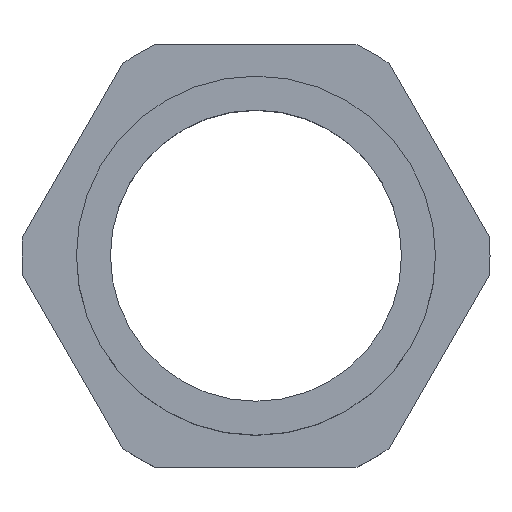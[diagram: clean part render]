
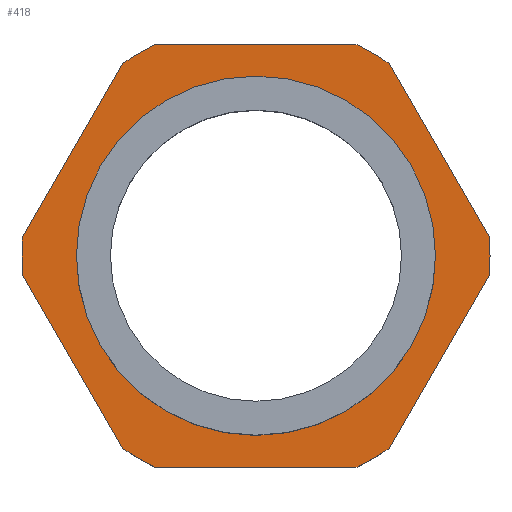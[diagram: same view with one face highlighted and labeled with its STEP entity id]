
A CAD part, top view. The second image highlights one B-rep face of the part: STEP entity #418.
In plain terms, the highlighted planar face has unit normal (0, 0, 1).
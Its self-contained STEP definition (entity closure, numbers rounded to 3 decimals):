
#2 = VERTEX_POINT ( 'NONE', #594 ) ;
#6 = DIRECTION ( 'NONE',  ( 1., 0., 0. ) ) ;
#13 = DIRECTION ( 'NONE',  ( -1., 0., 0. ) ) ;
#17 = EDGE_CURVE ( 'NONE', #515, #561, #292, .T. ) ;
#45 = VERTEX_POINT ( 'NONE', #672 ) ;
#65 = VECTOR ( 'NONE', #75, 1000. ) ;
#75 = DIRECTION ( 'NONE',  ( 0.5, 0.866, 0. ) ) ;
#85 = CARTESIAN_POINT ( 'NONE',  ( -7.798, 16.5, 6. ) ) ;
#95 = DIRECTION ( 'NONE',  ( 1., 0., 0. ) ) ;
#99 = ORIENTED_EDGE ( 'NONE', *, *, #17, .T. ) ;
#125 = VECTOR ( 'NONE', #439, 1000. ) ;
#146 = CARTESIAN_POINT ( 'NONE',  ( 7.798, 16.5, 6. ) ) ;
#148 = ORIENTED_EDGE ( 'NONE', *, *, #240, .F. ) ;
#156 = ORIENTED_EDGE ( 'NONE', *, *, #207, .F. ) ;
#159 = DIRECTION ( 'NONE',  ( 1., 0., 0. ) ) ;
#166 = CARTESIAN_POINT ( 'NONE',  ( -13.2, 0., 6. ) ) ;
#169 = EDGE_CURVE ( 'NONE', #2, #421, #202, .T. ) ;
#171 = DIRECTION ( 'NONE',  ( 0., 0., 1. ) ) ;
#172 = CARTESIAN_POINT ( 'NONE',  ( 0., 0., 6. ) ) ;
#175 = CIRCLE ( 'NONE', #479, 13.2 ) ;
#181 = DIRECTION ( 'NONE',  ( 0., 0., 1. ) ) ;
#185 = CARTESIAN_POINT ( 'NONE',  ( 0., 0., 6. ) ) ;
#189 = CARTESIAN_POINT ( 'NONE',  ( 13.2, 0., 6. ) ) ;
#202 = CIRCLE ( 'NONE', #892, 18.25 ) ;
#207 = EDGE_CURVE ( 'NONE', #680, #474, #175, .T. ) ;
#224 = VERTEX_POINT ( 'NONE', #1062 ) ;
#228 = CIRCLE ( 'NONE', #938, 18.25 ) ;
#231 = VECTOR ( 'NONE', #425, 1000. ) ;
#240 = EDGE_CURVE ( 'NONE', #45, #398, #228, .T. ) ;
#247 = EDGE_CURVE ( 'NONE', #2, #764, #1102, .T. ) ;
#250 = EDGE_CURVE ( 'NONE', #515, #570, #995, .T. ) ;
#251 = DIRECTION ( 'NONE',  ( 1., 0., 0. ) ) ;
#253 = CARTESIAN_POINT ( 'NONE',  ( 0., 0., 6. ) ) ;
#278 = DIRECTION ( 'NONE',  ( -0.5, -0.866, 0. ) ) ;
#279 = EDGE_LOOP ( 'NONE', ( #837, #693, #465, #1010, #298, #99, #426, #148, #910, #814, #934, #299, #1116 ) ) ;
#281 = CARTESIAN_POINT ( 'NONE',  ( 0., 0., 6. ) ) ;
#282 = DIRECTION ( 'NONE',  ( 0., 0., -1. ) ) ;
#292 = CIRCLE ( 'NONE', #461, 18.25 ) ;
#298 = ORIENTED_EDGE ( 'NONE', *, *, #250, .F. ) ;
#299 = ORIENTED_EDGE ( 'NONE', *, *, #169, .T. ) ;
#308 = EDGE_CURVE ( 'NONE', #421, #224, #970, .T. ) ;
#318 = LINE ( 'NONE', #953, #796 ) ;
#323 = DIRECTION ( 'NONE',  ( 0., 0., -1. ) ) ;
#327 = CARTESIAN_POINT ( 'NONE',  ( 0., 0., 6. ) ) ;
#328 = CARTESIAN_POINT ( 'NONE',  ( 0., 0., 6. ) ) ;
#331 = DIRECTION ( 'NONE',  ( 1., 0., 0. ) ) ;
#332 = CARTESIAN_POINT ( 'NONE',  ( 7.798, -16.5, 6. ) ) ;
#335 = DIRECTION ( 'NONE',  ( 0., 0., -1. ) ) ;
#353 = DIRECTION ( 'NONE',  ( 0.5, -0.866, 0. ) ) ;
#356 = CARTESIAN_POINT ( 'NONE',  ( 0., 0., 6. ) ) ;
#362 = DIRECTION ( 'NONE',  ( 1., 0., 0. ) ) ;
#370 = DIRECTION ( 'NONE',  ( 0., 0., 1. ) ) ;
#382 = LINE ( 'NONE', #434, #125 ) ;
#385 = EDGE_CURVE ( 'NONE', #657, #45, #318, .T. ) ;
#391 = CIRCLE ( 'NONE', #941, 18.25 ) ;
#398 = VERTEX_POINT ( 'NONE', #1109 ) ;
#401 = VECTOR ( 'NONE', #353, 1000. ) ;
#418 = ADVANCED_FACE ( 'NONE', ( #548, #568 ), #896, .T. ) ;
#421 = VERTEX_POINT ( 'NONE', #808 ) ;
#425 = DIRECTION ( 'NONE',  ( 1., 0., 0. ) ) ;
#426 = ORIENTED_EDGE ( 'NONE', *, *, #636, .F. ) ;
#434 = CARTESIAN_POINT ( 'NONE',  ( -10.39, -15.003, 6. ) ) ;
#439 = DIRECTION ( 'NONE',  ( -0.5, 0.866, 0. ) ) ;
#444 = CARTESIAN_POINT ( 'NONE',  ( -10.39, 15.003, 6. ) ) ;
#461 = AXIS2_PLACEMENT_3D ( 'NONE', #327, #852, #251 ) ;
#463 = VERTEX_POINT ( 'NONE', #85 ) ;
#465 = ORIENTED_EDGE ( 'NONE', *, *, #889, .F. ) ;
#472 = EDGE_CURVE ( 'NONE', #764, #657, #755, .T. ) ;
#474 = VERTEX_POINT ( 'NONE', #189 ) ;
#479 = AXIS2_PLACEMENT_3D ( 'NONE', #185, #792, #6 ) ;
#497 = CARTESIAN_POINT ( 'NONE',  ( 0., 0., 6. ) ) ;
#505 = DIRECTION ( 'NONE',  ( 1., 0., 0. ) ) ;
#515 = VERTEX_POINT ( 'NONE', #528 ) ;
#526 = CARTESIAN_POINT ( 'NONE',  ( 10.39, 15.003, 6. ) ) ;
#528 = CARTESIAN_POINT ( 'NONE',  ( -18.189, 1.497, 6. ) ) ;
#533 = AXIS2_PLACEMENT_3D ( 'NONE', #356, #282, #331 ) ;
#548 = FACE_BOUND ( 'NONE', #664, .T. ) ;
#561 = VERTEX_POINT ( 'NONE', #1045 ) ;
#568 = FACE_OUTER_BOUND ( 'NONE', #279, .T. ) ;
#570 = VERTEX_POINT ( 'NONE', #444 ) ;
#588 = CARTESIAN_POINT ( 'NONE',  ( -18.189, 1.497, 6. ) ) ;
#594 = CARTESIAN_POINT ( 'NONE',  ( 18.189, -1.497, 6. ) ) ;
#609 = DIRECTION ( 'NONE',  ( 1., 0., 0. ) ) ;
#623 = CARTESIAN_POINT ( 'NONE',  ( 0., 0., 6. ) ) ;
#636 = EDGE_CURVE ( 'NONE', #398, #561, #382, .T. ) ;
#649 = VECTOR ( 'NONE', #278, 1000. ) ;
#657 = VERTEX_POINT ( 'NONE', #332 ) ;
#664 = EDGE_LOOP ( 'NONE', ( #731, #156 ) ) ;
#671 = LINE ( 'NONE', #1044, #231 ) ;
#672 = CARTESIAN_POINT ( 'NONE',  ( -7.798, -16.5, 6. ) ) ;
#680 = VERTEX_POINT ( 'NONE', #166 ) ;
#691 = CIRCLE ( 'NONE', #533, 18.25 ) ;
#693 = ORIENTED_EDGE ( 'NONE', *, *, #1026, .F. ) ;
#731 = ORIENTED_EDGE ( 'NONE', *, *, #901, .F. ) ;
#741 = CARTESIAN_POINT ( 'NONE',  ( 10.39, -15.003, 6. ) ) ;
#755 = CIRCLE ( 'NONE', #854, 18.25 ) ;
#764 = VERTEX_POINT ( 'NONE', #741 ) ;
#784 = DIRECTION ( 'NONE',  ( 1., 0., 0. ) ) ;
#792 = DIRECTION ( 'NONE',  ( 0., 0., 1. ) ) ;
#796 = VECTOR ( 'NONE', #13, 1000. ) ;
#808 = CARTESIAN_POINT ( 'NONE',  ( 18.25, 0., 6. ) ) ;
#810 = CARTESIAN_POINT ( 'NONE',  ( 10.39, 15.003, 6. ) ) ;
#814 = ORIENTED_EDGE ( 'NONE', *, *, #472, .F. ) ;
#829 = VERTEX_POINT ( 'NONE', #146 ) ;
#832 = AXIS2_PLACEMENT_3D ( 'NONE', #172, #181, #784 ) ;
#837 = ORIENTED_EDGE ( 'NONE', *, *, #1113, .F. ) ;
#852 = DIRECTION ( 'NONE',  ( 0., 0., 1. ) ) ;
#854 = AXIS2_PLACEMENT_3D ( 'NONE', #281, #335, #362 ) ;
#884 = DIRECTION ( 'NONE',  ( 0., 0., 1. ) ) ;
#889 = EDGE_CURVE ( 'NONE', #463, #829, #671, .T. ) ;
#892 = AXIS2_PLACEMENT_3D ( 'NONE', #913, #884, #609 ) ;
#896 = PLANE ( 'NONE',  #925 ) ;
#900 = CIRCLE ( 'NONE', #832, 13.2 ) ;
#901 = EDGE_CURVE ( 'NONE', #474, #680, #900, .T. ) ;
#910 = ORIENTED_EDGE ( 'NONE', *, *, #385, .F. ) ;
#913 = CARTESIAN_POINT ( 'NONE',  ( 0., 0., 6. ) ) ;
#923 = EDGE_CURVE ( 'NONE', #570, #463, #391, .T. ) ;
#925 = AXIS2_PLACEMENT_3D ( 'NONE', #623, #370, #95 ) ;
#934 = ORIENTED_EDGE ( 'NONE', *, *, #247, .F. ) ;
#938 = AXIS2_PLACEMENT_3D ( 'NONE', #328, #1105, #159 ) ;
#939 = DIRECTION ( 'NONE',  ( 1., 0., 0. ) ) ;
#941 = AXIS2_PLACEMENT_3D ( 'NONE', #253, #323, #939 ) ;
#953 = CARTESIAN_POINT ( 'NONE',  ( 7.798, -16.5, 6. ) ) ;
#970 = CIRCLE ( 'NONE', #997, 18.25 ) ;
#995 = LINE ( 'NONE', #588, #65 ) ;
#997 = AXIS2_PLACEMENT_3D ( 'NONE', #497, #171, #505 ) ;
#1010 = ORIENTED_EDGE ( 'NONE', *, *, #923, .F. ) ;
#1015 = VERTEX_POINT ( 'NONE', #810 ) ;
#1026 = EDGE_CURVE ( 'NONE', #829, #1015, #691, .T. ) ;
#1028 = CARTESIAN_POINT ( 'NONE',  ( 18.189, -1.497, 6. ) ) ;
#1044 = CARTESIAN_POINT ( 'NONE',  ( -7.798, 16.5, 6. ) ) ;
#1045 = CARTESIAN_POINT ( 'NONE',  ( -18.189, -1.497, 6. ) ) ;
#1062 = CARTESIAN_POINT ( 'NONE',  ( 18.189, 1.497, 6. ) ) ;
#1096 = LINE ( 'NONE', #526, #401 ) ;
#1102 = LINE ( 'NONE', #1028, #649 ) ;
#1105 = DIRECTION ( 'NONE',  ( 0., 0., -1. ) ) ;
#1109 = CARTESIAN_POINT ( 'NONE',  ( -10.39, -15.003, 6. ) ) ;
#1113 = EDGE_CURVE ( 'NONE', #1015, #224, #1096, .T. ) ;
#1116 = ORIENTED_EDGE ( 'NONE', *, *, #308, .T. ) ;
